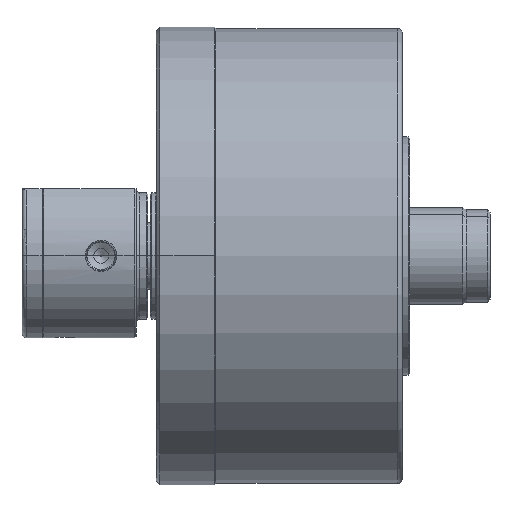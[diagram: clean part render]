
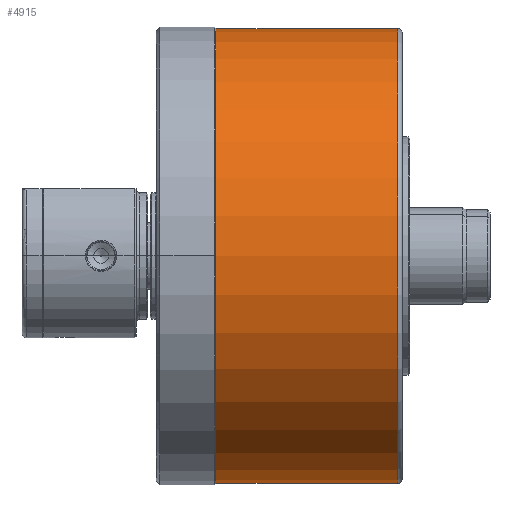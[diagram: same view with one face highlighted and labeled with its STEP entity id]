
A CAD part, top view. The second image highlights one B-rep face of the part: STEP entity #4915.
In plain terms, the highlighted cylindrical face has radius 152.5 mm (diameter 305 mm), a partial arc.
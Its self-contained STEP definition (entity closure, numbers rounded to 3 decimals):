
#4827 = VERTEX_POINT ( 'NONE', #6616 ) ;
#4900 = ORIENTED_EDGE ( 'NONE', *, *, #4983, .F. ) ;
#4901 = VERTEX_POINT ( 'NONE', #6915 ) ;
#4915 = ADVANCED_FACE ( 'NONE', ( #6842 ), #6853, .T. ) ;
#4927 = EDGE_LOOP ( 'NONE', ( #5017, #5060, #4900, #5053 ) ) ;
#4983 = EDGE_CURVE ( 'NONE', #4827, #5062, #6720, .T. ) ;
#5012 = VERTEX_POINT ( 'NONE', #7042 ) ;
#5017 = ORIENTED_EDGE ( 'NONE', *, *, #5052, .T. ) ;
#5052 = EDGE_CURVE ( 'NONE', #5012, #4901, #7149, .T. ) ;
#5053 = ORIENTED_EDGE ( 'NONE', *, *, #5054, .F. ) ;
#5054 = EDGE_CURVE ( 'NONE', #5012, #4827, #7161, .T. ) ;
#5060 = ORIENTED_EDGE ( 'NONE', *, *, #5063, .T. ) ;
#5062 = VERTEX_POINT ( 'NONE', #7130 ) ;
#5063 = EDGE_CURVE ( 'NONE', #4901, #5062, #7125, .T. ) ;
#6616 = CARTESIAN_POINT ( 'NONE',  ( 10., -152.5, 0. ) ) ;
#6718 = CARTESIAN_POINT ( 'NONE',  ( 10., 0., 0. ) ) ;
#6720 = CIRCLE ( 'NONE', #6724, 152.5 ) ;
#6724 = AXIS2_PLACEMENT_3D ( 'NONE', #6718, #6781, #6790 ) ;
#6781 = DIRECTION ( 'NONE',  ( -1., 0., 0. ) ) ;
#6790 = DIRECTION ( 'NONE',  ( 0., -1., 0. ) ) ;
#6842 = FACE_OUTER_BOUND ( 'NONE', #4927, .T. ) ;
#6847 = DIRECTION ( 'NONE',  ( 0., -1., 0. ) ) ;
#6853 = CYLINDRICAL_SURFACE ( 'NONE', #6919, 152.5 ) ;
#6876 = CARTESIAN_POINT ( 'NONE',  ( 0., 0., 0. ) ) ;
#6885 = DIRECTION ( 'NONE',  ( -1., 0., 0. ) ) ;
#6915 = CARTESIAN_POINT ( 'NONE',  ( 132., 152.5, 0. ) ) ;
#6919 = AXIS2_PLACEMENT_3D ( 'NONE', #6876, #6885, #6847 ) ;
#7024 = CARTESIAN_POINT ( 'NONE',  ( 132., 0., 0. ) ) ;
#7042 = CARTESIAN_POINT ( 'NONE',  ( 132., -152.5, 0. ) ) ;
#7103 = DIRECTION ( 'NONE',  ( 0., -1., 0. ) ) ;
#7104 = DIRECTION ( 'NONE',  ( -1., 0., 0. ) ) ;
#7105 = AXIS2_PLACEMENT_3D ( 'NONE', #7024, #7104, #7103 ) ;
#7108 = VECTOR ( 'NONE', #7150, 1000. ) ;
#7120 = DIRECTION ( 'NONE',  ( -1., 0., 0. ) ) ;
#7121 = VECTOR ( 'NONE', #7120, 1000. ) ;
#7124 = CARTESIAN_POINT ( 'NONE',  ( 0., 152.5, 0. ) ) ;
#7125 = LINE ( 'NONE', #7124, #7121 ) ;
#7130 = CARTESIAN_POINT ( 'NONE',  ( 10., 152.5, 0. ) ) ;
#7149 = CIRCLE ( 'NONE', #7105, 152.5 ) ;
#7150 = DIRECTION ( 'NONE',  ( -1., 0., 0. ) ) ;
#7151 = CARTESIAN_POINT ( 'NONE',  ( 0., -152.5, 0. ) ) ;
#7161 = LINE ( 'NONE', #7151, #7108 ) ;
